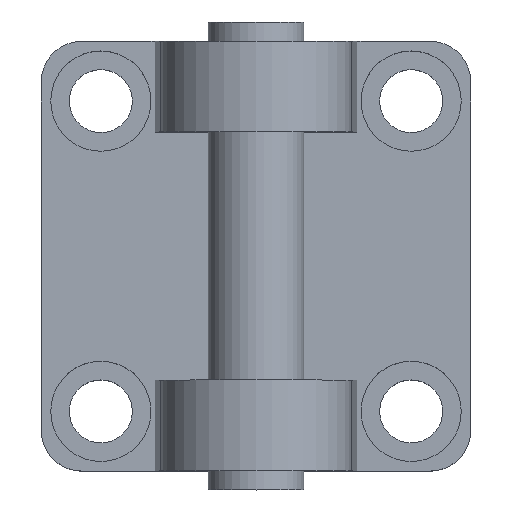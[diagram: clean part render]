
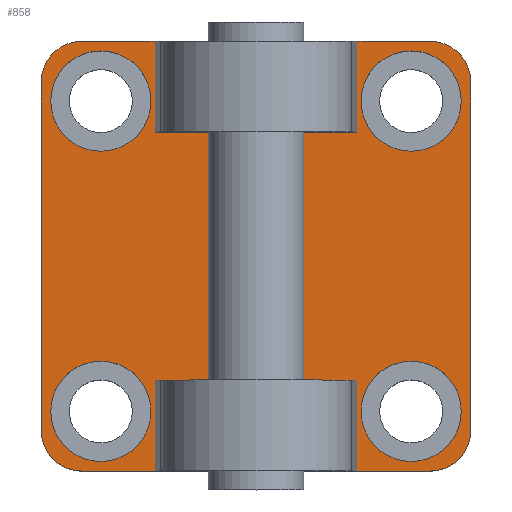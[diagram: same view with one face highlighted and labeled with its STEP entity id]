
A CAD part, top view. The second image highlights one B-rep face of the part: STEP entity #858.
In plain terms, the highlighted planar face has unit normal (0, 0, 1).
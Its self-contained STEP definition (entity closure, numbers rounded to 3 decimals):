
#43=LINE('',#1162,#79);
#46=LINE('',#1170,#82);
#49=LINE('',#1178,#85);
#52=LINE('',#1186,#88);
#56=LINE('',#1194,#92);
#59=LINE('',#1202,#95);
#61=LINE('',#1207,#97);
#65=LINE('',#1216,#101);
#66=LINE('',#1220,#102);
#67=LINE('',#1224,#103);
#71=LINE('',#1272,#107);
#73=LINE('',#1278,#109);
#79=VECTOR('',#976,1000.);
#82=VECTOR('',#981,1000.);
#85=VECTOR('',#988,1000.);
#88=VECTOR('',#993,1000.);
#92=VECTOR('',#999,1000.);
#95=VECTOR('',#1008,1000.);
#97=VECTOR('',#1012,1000.);
#101=VECTOR('',#1022,1000.);
#102=VECTOR('',#1027,1000.);
#103=VECTOR('',#1032,1000.);
#107=VECTOR('',#1094,1000.);
#109=VECTOR('',#1102,1000.);
#219=ORIENTED_EDGE('',*,*,#289,.T.);
#220=ORIENTED_EDGE('',*,*,#298,.T.);
#221=ORIENTED_EDGE('',*,*,#285,.T.);
#222=ORIENTED_EDGE('',*,*,#269,.F.);
#223=ORIENTED_EDGE('',*,*,#322,.F.);
#224=ORIENTED_EDGE('',*,*,#321,.F.);
#225=ORIENTED_EDGE('',*,*,#313,.F.);
#226=ORIENTED_EDGE('',*,*,#281,.F.);
#227=ORIENTED_EDGE('',*,*,#291,.T.);
#228=ORIENTED_EDGE('',*,*,#300,.F.);
#229=ORIENTED_EDGE('',*,*,#296,.T.);
#230=ORIENTED_EDGE('',*,*,#277,.F.);
#231=ORIENTED_EDGE('',*,*,#319,.F.);
#232=ORIENTED_EDGE('',*,*,#318,.F.);
#233=ORIENTED_EDGE('',*,*,#315,.F.);
#234=ORIENTED_EDGE('',*,*,#273,.F.);
#235=ORIENTED_EDGE('',*,*,#306,.T.);
#236=ORIENTED_EDGE('',*,*,#309,.T.);
#237=ORIENTED_EDGE('',*,*,#303,.T.);
#238=ORIENTED_EDGE('',*,*,#312,.T.);
#269=EDGE_CURVE('',#340,#341,#43,.T.);
#273=EDGE_CURVE('',#344,#345,#46,.T.);
#277=EDGE_CURVE('',#347,#348,#49,.T.);
#281=EDGE_CURVE('',#351,#352,#52,.T.);
#285=EDGE_CURVE('',#353,#341,#56,.T.);
#289=EDGE_CURVE('',#344,#356,#59,.T.);
#291=EDGE_CURVE('',#351,#358,#61,.T.);
#296=EDGE_CURVE('',#360,#348,#65,.T.);
#298=EDGE_CURVE('',#356,#353,#66,.T.);
#300=EDGE_CURVE('',#360,#358,#67,.T.);
#303=EDGE_CURVE('',#365,#365,#401,.T.);
#306=EDGE_CURVE('',#368,#368,#404,.T.);
#309=EDGE_CURVE('',#371,#371,#407,.T.);
#312=EDGE_CURVE('',#374,#374,#410,.T.);
#313=EDGE_CURVE('',#352,#375,#411,.T.);
#315=EDGE_CURVE('',#345,#376,#412,.T.);
#318=EDGE_CURVE('',#376,#377,#71,.T.);
#319=EDGE_CURVE('',#377,#347,#413,.T.);
#321=EDGE_CURVE('',#375,#378,#73,.T.);
#322=EDGE_CURVE('',#378,#340,#414,.T.);
#340=VERTEX_POINT('',#1161);
#341=VERTEX_POINT('',#1163);
#344=VERTEX_POINT('',#1169);
#345=VERTEX_POINT('',#1171);
#347=VERTEX_POINT('',#1177);
#348=VERTEX_POINT('',#1179);
#351=VERTEX_POINT('',#1185);
#352=VERTEX_POINT('',#1187);
#353=VERTEX_POINT('',#1191);
#356=VERTEX_POINT('',#1201);
#358=VERTEX_POINT('',#1206);
#360=VERTEX_POINT('',#1215);
#365=VERTEX_POINT('',#1232);
#368=VERTEX_POINT('',#1241);
#371=VERTEX_POINT('',#1250);
#374=VERTEX_POINT('',#1259);
#375=VERTEX_POINT('',#1263);
#376=VERTEX_POINT('',#1267);
#377=VERTEX_POINT('',#1271);
#378=VERTEX_POINT('',#1277);
#401=CIRCLE('',#904,5.25);
#404=CIRCLE('',#910,5.25);
#407=CIRCLE('',#916,5.25);
#410=CIRCLE('',#922,5.25);
#411=CIRCLE('',#925,4.25);
#412=CIRCLE('',#927,4.25);
#413=CIRCLE('',#930,4.25);
#414=CIRCLE('',#933,4.25);
#467=EDGE_LOOP('',(#219,#220,#221,#222,#223,#224,#225,#226,#227,#228,#229,
#230,#231,#232,#233,#234));
#468=EDGE_LOOP('',(#235));
#469=EDGE_LOOP('',(#236));
#470=EDGE_LOOP('',(#237));
#471=EDGE_LOOP('',(#238));
#533=FACE_BOUND('',#467,.T.);
#534=FACE_BOUND('',#468,.T.);
#535=FACE_BOUND('',#469,.T.);
#536=FACE_BOUND('',#470,.T.);
#537=FACE_BOUND('',#471,.T.);
#565=PLANE('',#932);
#858=ADVANCED_FACE('',(#533,#534,#535,#536,#537),#565,.T.);
#904=AXIS2_PLACEMENT_3D('',#1231,#1041,#1042);
#910=AXIS2_PLACEMENT_3D('',#1240,#1053,#1054);
#916=AXIS2_PLACEMENT_3D('',#1249,#1065,#1066);
#922=AXIS2_PLACEMENT_3D('',#1258,#1077,#1078);
#925=AXIS2_PLACEMENT_3D('',#1262,#1083,#1084);
#927=AXIS2_PLACEMENT_3D('',#1266,#1088,#1089);
#930=AXIS2_PLACEMENT_3D('',#1274,#1097,#1098);
#932=AXIS2_PLACEMENT_3D('',#1279,#1103,#1104);
#933=AXIS2_PLACEMENT_3D('',#1280,#1105,#1106);
#976=DIRECTION('',(1.,0.,0.));
#981=DIRECTION('',(1.,0.,0.));
#988=DIRECTION('',(-1.,0.,0.));
#993=DIRECTION('',(-1.,0.,0.));
#999=DIRECTION('',(0.,1.,0.));
#1008=DIRECTION('',(0.,-1.,0.));
#1012=DIRECTION('',(0.,1.,0.));
#1022=DIRECTION('',(0.,-1.,0.));
#1027=DIRECTION('',(-1.,0.,0.));
#1032=DIRECTION('',(-1.,0.,0.));
#1041=DIRECTION('',(0.,0.,-1.));
#1042=DIRECTION('',(1.,0.,0.));
#1053=DIRECTION('',(0.,0.,-1.));
#1054=DIRECTION('',(1.,0.,0.));
#1065=DIRECTION('',(0.,0.,-1.));
#1066=DIRECTION('',(1.,0.,0.));
#1077=DIRECTION('',(0.,0.,-1.));
#1078=DIRECTION('',(1.,0.,0.));
#1083=DIRECTION('',(0.,0.,-1.));
#1084=DIRECTION('',(-0.707,-0.707,0.));
#1088=DIRECTION('',(0.,0.,-1.));
#1089=DIRECTION('',(0.707,0.707,0.));
#1094=DIRECTION('',(0.,-1.,0.));
#1097=DIRECTION('',(0.,0.,-1.));
#1098=DIRECTION('',(0.707,-0.707,0.));
#1102=DIRECTION('',(0.,1.,0.));
#1103=DIRECTION('',(0.,0.,1.));
#1104=DIRECTION('',(1.,0.,0.));
#1105=DIRECTION('',(0.,0.,-1.));
#1106=DIRECTION('',(-0.707,0.707,0.));
#1161=CARTESIAN_POINT('',(-18.25,22.5,9.));
#1162=CARTESIAN_POINT('',(-18.25,22.5,9.));
#1163=CARTESIAN_POINT('',(-10.577,22.5,9.));
#1169=CARTESIAN_POINT('',(10.577,22.5,9.));
#1170=CARTESIAN_POINT('',(10.577,22.5,9.));
#1171=CARTESIAN_POINT('',(18.25,22.5,9.));
#1177=CARTESIAN_POINT('',(18.25,-22.5,9.));
#1178=CARTESIAN_POINT('',(18.25,-22.5,9.));
#1179=CARTESIAN_POINT('',(10.577,-22.5,9.));
#1185=CARTESIAN_POINT('',(-10.577,-22.5,9.));
#1186=CARTESIAN_POINT('',(-10.577,-22.5,9.));
#1187=CARTESIAN_POINT('',(-18.25,-22.5,9.));
#1191=CARTESIAN_POINT('',(-10.577,13.,9.));
#1194=CARTESIAN_POINT('',(-10.577,13.,9.));
#1201=CARTESIAN_POINT('',(10.577,13.,9.));
#1202=CARTESIAN_POINT('',(10.577,22.5,9.));
#1206=CARTESIAN_POINT('',(-10.577,-13.,9.));
#1207=CARTESIAN_POINT('',(-10.577,-22.5,9.));
#1215=CARTESIAN_POINT('',(10.577,-13.,9.));
#1216=CARTESIAN_POINT('',(10.577,-13.,9.));
#1220=CARTESIAN_POINT('',(-7.483,13.,9.));
#1224=CARTESIAN_POINT('',(-7.483,-13.,9.));
#1231=CARTESIAN_POINT('',(16.25,-16.25,9.));
#1232=CARTESIAN_POINT('',(21.5,-16.25,9.));
#1240=CARTESIAN_POINT('',(-16.25,16.25,9.));
#1241=CARTESIAN_POINT('',(-11.,16.25,9.));
#1249=CARTESIAN_POINT('',(-16.25,-16.25,9.));
#1250=CARTESIAN_POINT('',(-11.,-16.25,9.));
#1258=CARTESIAN_POINT('',(16.25,16.25,9.));
#1259=CARTESIAN_POINT('',(21.5,16.25,9.));
#1262=CARTESIAN_POINT('',(-18.25,-18.25,9.));
#1263=CARTESIAN_POINT('',(-22.5,-18.25,9.));
#1266=CARTESIAN_POINT('',(18.25,18.25,9.));
#1267=CARTESIAN_POINT('',(22.5,18.25,9.));
#1271=CARTESIAN_POINT('',(22.5,-18.25,9.));
#1272=CARTESIAN_POINT('',(22.5,18.25,9.));
#1274=CARTESIAN_POINT('',(18.25,-18.25,9.));
#1277=CARTESIAN_POINT('',(-22.5,18.25,9.));
#1278=CARTESIAN_POINT('',(-22.5,-18.25,9.));
#1279=CARTESIAN_POINT('',(0.,0.,9.));
#1280=CARTESIAN_POINT('',(-18.25,18.25,9.));
